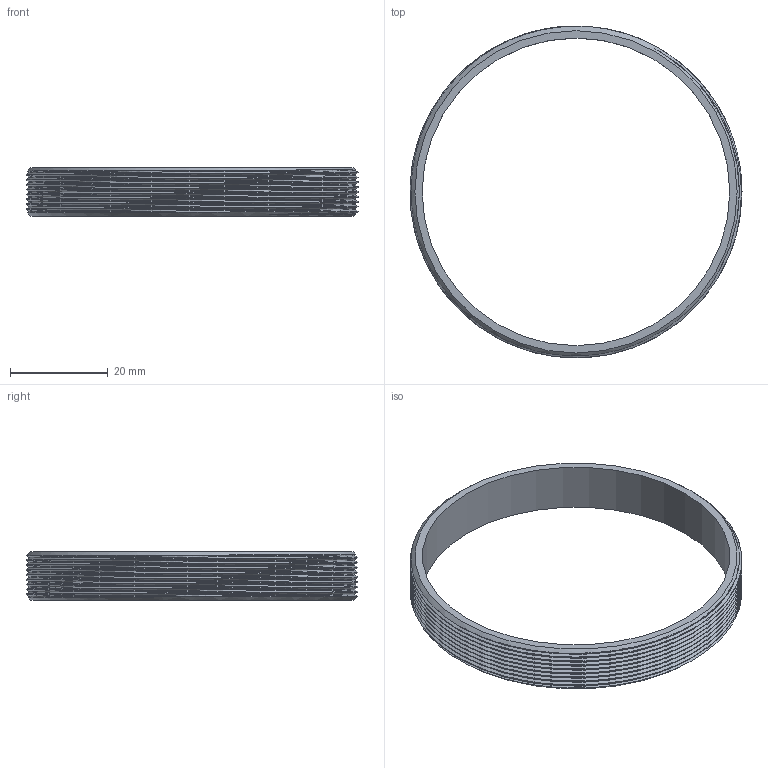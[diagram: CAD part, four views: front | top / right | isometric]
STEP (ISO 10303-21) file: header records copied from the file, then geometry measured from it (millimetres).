
FILE_DESCRIPTION(('FreeCAD Model'),'2;1');
FILE_NAME('Open CASCADE Shape Model','2025-05-18T13:17:17',('BT'),(''), 'Open CASCADE STEP processor 7.6','FreeCAD','Unknown');
FILE_SCHEMA(('AUTOMOTIVE_DESIGN { 1 0 10303 214 1 1 1 1 }'));
Length unit declared in the file: millimetre
Products named in the file (1): Body
Bounding box: 67.99 x 67.96 x 10 mm (x, y, z)
Volume: 4363.3 mm3; surface area: 6050.4 mm2
Topology: 1 solids, 1 shells, 48 faces, 98 edges, 52 vertices
Faces by surface type: bspline 31, cylinder 11, cone 4, plane 2
Full cylindrical faces by diameter (mm): 63 x1, 68 x8
Entity records: 5095 total; most frequent: CARTESIAN_POINT 4354, ORIENTED_EDGE 196, EDGE_CURVE 98, DIRECTION 66, B_SPLINE_CURVE_WITH_KNOTS 56, VERTEX_POINT 52, FACE_BOUND 50, EDGE_LOOP 50
